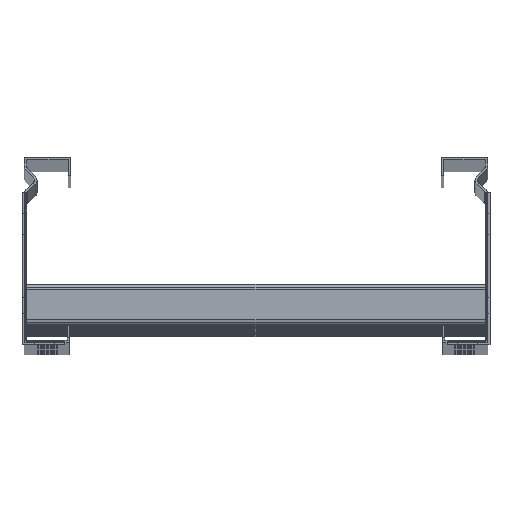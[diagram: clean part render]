
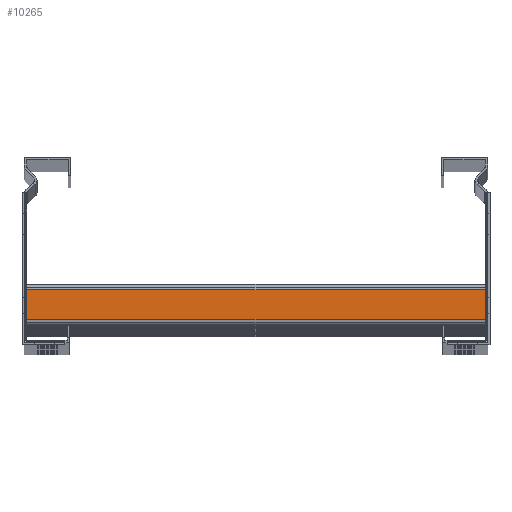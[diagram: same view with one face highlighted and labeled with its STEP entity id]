
A CAD part, top view. The second image highlights one B-rep face of the part: STEP entity #10265.
In plain terms, the highlighted face is planar.
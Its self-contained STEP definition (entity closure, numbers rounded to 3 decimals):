
#3 = DIRECTION ( 'NONE',  ( 0., 0., -1. ) ) ;
#3230 = PLANE ( 'NONE',  #15612 ) ;
#4345 = VERTEX_POINT ( 'NONE', #14412 ) ;
#4954 = VECTOR ( 'NONE', #10360, 1000. ) ;
#5023 = LINE ( 'NONE', #15964, #12993 ) ;
#5550 = DIRECTION ( 'NONE',  ( 0., 0., -1. ) ) ;
#6375 = VERTEX_POINT ( 'NONE', #12739 ) ;
#9004 = VECTOR ( 'NONE', #5550, 1000. ) ;
#9112 = DIRECTION ( 'NONE',  ( 0., -1., 0. ) ) ;
#9430 = EDGE_CURVE ( 'NONE', #9881, #6375, #17927, .T. ) ;
#9881 = VERTEX_POINT ( 'NONE', #14975 ) ;
#10265 = ADVANCED_FACE ( 'NONE', ( #19381 ), #3230, .T. ) ;
#10360 = DIRECTION ( 'NONE',  ( 0., -1., 0. ) ) ;
#12008 = LINE ( 'NONE', #18509, #18264 ) ;
#12572 = ORIENTED_EDGE ( 'NONE', *, *, #17260, .T. ) ;
#12739 = CARTESIAN_POINT ( 'NONE',  ( 18., 2.5, -99. ) ) ;
#12964 = CARTESIAN_POINT ( 'NONE',  ( 18., 15.5, 99. ) ) ;
#12993 = VECTOR ( 'NONE', #18942, 1000. ) ;
#13014 = LINE ( 'NONE', #16858, #9004 ) ;
#13102 = VERTEX_POINT ( 'NONE', #12964 ) ;
#14412 = CARTESIAN_POINT ( 'NONE',  ( 18., 2.5, 99. ) ) ;
#14975 = CARTESIAN_POINT ( 'NONE',  ( 18., 15.5, -99. ) ) ;
#15612 = AXIS2_PLACEMENT_3D ( 'NONE', #17512, #17650, #3 ) ;
#15964 = CARTESIAN_POINT ( 'NONE',  ( 18., 15.5, 99. ) ) ;
#16858 = CARTESIAN_POINT ( 'NONE',  ( 18., 2.5, 99. ) ) ;
#17090 = ORIENTED_EDGE ( 'NONE', *, *, #20429, .F. ) ;
#17260 = EDGE_CURVE ( 'NONE', #13102, #4345, #12008, .T. ) ;
#17512 = CARTESIAN_POINT ( 'NONE',  ( 18., 18., 99. ) ) ;
#17650 = DIRECTION ( 'NONE',  ( 1., 0., 0. ) ) ;
#17785 = EDGE_LOOP ( 'NONE', ( #20311, #17090, #12572, #20582 ) ) ;
#17927 = LINE ( 'NONE', #19573, #4954 ) ;
#18264 = VECTOR ( 'NONE', #9112, 1000. ) ;
#18509 = CARTESIAN_POINT ( 'NONE',  ( 18., 18., 99. ) ) ;
#18942 = DIRECTION ( 'NONE',  ( 0., 0., -1. ) ) ;
#19381 = FACE_OUTER_BOUND ( 'NONE', #17785, .T. ) ;
#19573 = CARTESIAN_POINT ( 'NONE',  ( 18., 18., -99. ) ) ;
#19663 = EDGE_CURVE ( 'NONE', #4345, #6375, #13014, .T. ) ;
#20311 = ORIENTED_EDGE ( 'NONE', *, *, #9430, .F. ) ;
#20429 = EDGE_CURVE ( 'NONE', #13102, #9881, #5023, .T. ) ;
#20582 = ORIENTED_EDGE ( 'NONE', *, *, #19663, .T. ) ;
